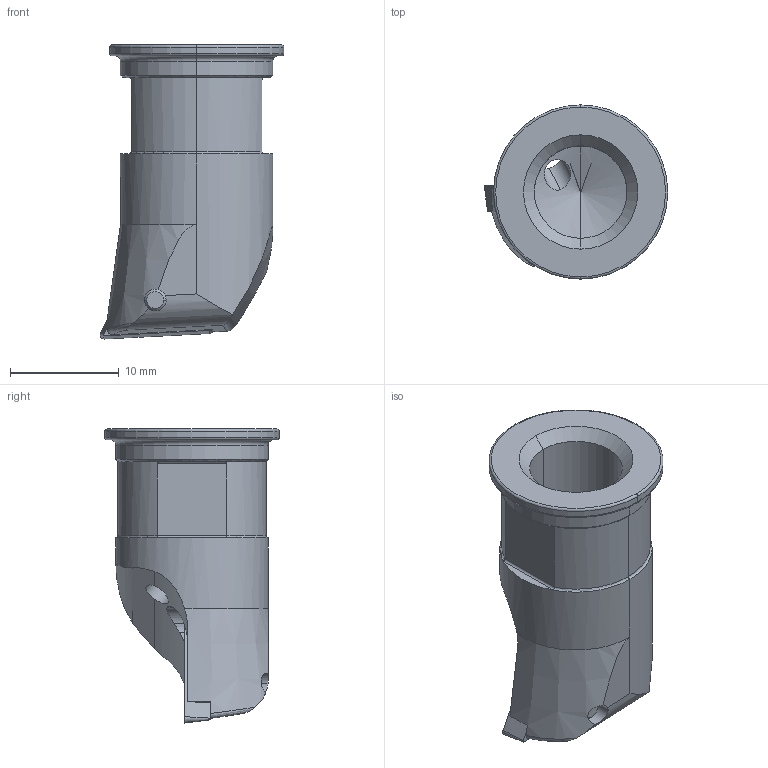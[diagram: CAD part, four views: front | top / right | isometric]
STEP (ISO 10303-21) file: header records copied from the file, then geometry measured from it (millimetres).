
FILE_DESCRIPTION(('no description'),'unknown implementation level');
FILE_NAME('04987255-6F6B-47A3-8FCA-7C4F31F07DCC_export.stp',' ',('CIMSOURCE GmbH'),('CADClick - KiM GmbH - www.kimweb.de'),'unknown preprocess','ACIS','unknown authorization');
FILE_SCHEMA(('automotive_design'));
Length unit declared in the file: millimetre
Products named in the file (3): 615.282 Kaiser E18 TC11|655.383 Kaiser TCGT 110204 K10C;Kombinieren1; 615.282 Kaiser E18 TC11|694.122 Kaiser ETL M2.5x6.5 T7 IP 10S;Kreismuster1; 615.282 Kaiser E18 TC11|615.282 Kaiser E18 TC11;Verrundung4
Bounding box: 16.85 x 16 x 27 mm (x, y, z)
Volume: 2497.1 mm3; surface area: 2123.8 mm2
Topology: 3 solids, 3 shells, 132 faces, 319 edges, 193 vertices
Faces by surface type: cylinder 53, plane 30, cone 28, torus 16, bspline 5
Entity records: 9004 total; most frequent: CARTESIAN_POINT 2247, DIRECTION 683, STYLED_ITEM 644, PRESENTATION_STYLE_ASSIGNMENT 644, COLOUR_RGB 644, ORIENTED_EDGE 632, EDGE_CURVE 316, CURVE_STYLE 316
